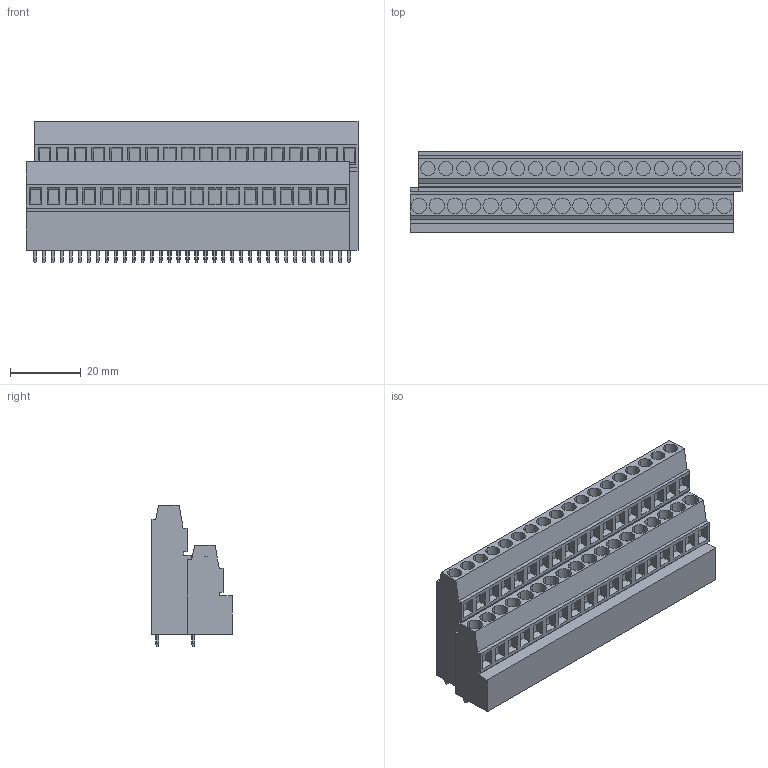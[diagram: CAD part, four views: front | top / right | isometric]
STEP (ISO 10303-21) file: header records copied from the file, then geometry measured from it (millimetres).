
FILE_DESCRIPTION(('CATIA V5 STEP Exchange','CAx-IF Rec.Pracs.--- Model Styling and Organization---1.2---2011-12-15'),'2;1');
FILE_NAME ('D1455738_0_1769400000_1769400000.stp','2018-09-07T14:57:22+00:00',('none'),('Weidmueller'),'CATIA Version 5-6 Release 2014','CATIA V5 STEP AP214','none');
FILE_SCHEMA(('AUTOMOTIVE_DESIGN { 1 0 10303 214 1 1 1 1 }'));
Length unit declared in the file: millimetre
Products named in the file (1): 1769400000
Bounding box: 93.98 x 22.8 x 40.1 mm (x, y, z)
Volume: 53989.5 mm3; surface area: 15758.6 mm2
Topology: 37 solids, 37 shells, 819 faces, 2019 edges, 1346 vertices
Faces by surface type: plane 747, cylinder 72
Entity records: 22513 total; most frequent: CARTESIAN_POINT 4300, ORIENTED_EDGE 4038, DIRECTION 3023, EDGE_CURVE 2019, VECTOR 1587, LINE 1587, VERTEX_POINT 1346, EDGE_LOOP 891
